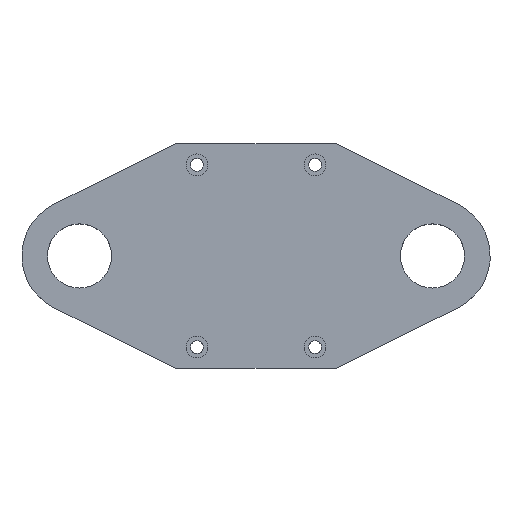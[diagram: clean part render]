
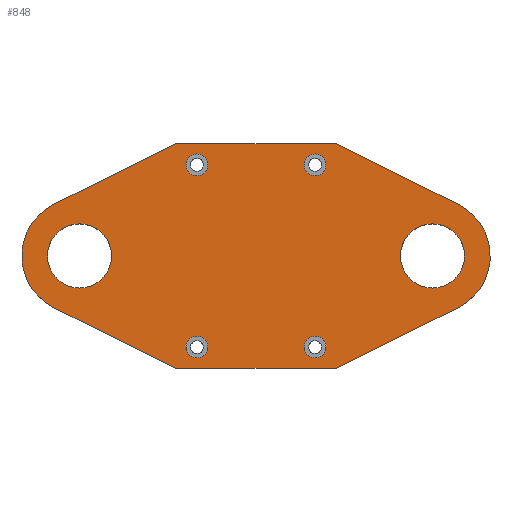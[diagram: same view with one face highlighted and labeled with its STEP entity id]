
A CAD part, top view. The second image highlights one B-rep face of the part: STEP entity #848.
In plain terms, the highlighted planar face has unit normal (0, 0, 1).
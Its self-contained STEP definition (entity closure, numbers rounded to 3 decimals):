
#27=FACE_BOUND('',#167,.T.);
#28=FACE_BOUND('',#168,.T.);
#29=FACE_BOUND('',#169,.T.);
#30=FACE_BOUND('',#170,.T.);
#31=FACE_BOUND('',#171,.T.);
#32=FACE_BOUND('',#172,.T.);
#62=PLANE('',#940);
#108=FACE_OUTER_BOUND('',#166,.T.);
#166=EDGE_LOOP('',(#773,#774,#775,#776,#777,#778,#779,#780));
#167=EDGE_LOOP('',(#781));
#168=EDGE_LOOP('',(#782));
#169=EDGE_LOOP('',(#783));
#170=EDGE_LOOP('',(#784));
#171=EDGE_LOOP('',(#785));
#172=EDGE_LOOP('',(#786));
#242=LINE('',#1389,#324);
#244=LINE('',#1393,#326);
#246=LINE('',#1397,#328);
#249=LINE('',#1405,#331);
#251=LINE('',#1409,#333);
#253=LINE('',#1413,#335);
#324=VECTOR('',#1148,10.);
#326=VECTOR('',#1152,10.);
#328=VECTOR('',#1156,10.);
#331=VECTOR('',#1165,10.);
#333=VECTOR('',#1169,10.);
#335=VECTOR('',#1173,10.);
#337=CIRCLE('',#864,1.7);
#346=CIRCLE('',#882,1.7);
#351=CIRCLE('',#893,1.7);
#356=CIRCLE('',#905,1.7);
#365=CIRCLE('',#927,5.);
#366=CIRCLE('',#929,5.);
#367=CIRCLE('',#934,9.);
#368=CIRCLE('',#939,9.);
#369=VERTEX_POINT('',#1183);
#395=VERTEX_POINT('',#1251);
#402=VERTEX_POINT('',#1276);
#410=VERTEX_POINT('',#1305);
#435=VERTEX_POINT('',#1378);
#436=VERTEX_POINT('',#1382);
#437=VERTEX_POINT('',#1386);
#438=VERTEX_POINT('',#1388);
#439=VERTEX_POINT('',#1392);
#440=VERTEX_POINT('',#1396);
#441=VERTEX_POINT('',#1400);
#442=VERTEX_POINT('',#1404);
#443=VERTEX_POINT('',#1408);
#444=VERTEX_POINT('',#1412);
#445=EDGE_CURVE('',#369,#369,#337,.T.);
#478=EDGE_CURVE('',#395,#395,#346,.T.);
#490=EDGE_CURVE('',#402,#402,#351,.T.);
#504=EDGE_CURVE('',#410,#410,#356,.T.);
#539=EDGE_CURVE('',#435,#435,#365,.T.);
#541=EDGE_CURVE('',#436,#436,#366,.T.);
#544=EDGE_CURVE('',#438,#437,#242,.T.);
#546=EDGE_CURVE('',#439,#438,#244,.T.);
#548=EDGE_CURVE('',#440,#439,#246,.T.);
#550=EDGE_CURVE('',#441,#440,#367,.T.);
#552=EDGE_CURVE('',#442,#441,#249,.T.);
#554=EDGE_CURVE('',#443,#442,#251,.T.);
#556=EDGE_CURVE('',#444,#443,#253,.T.);
#558=EDGE_CURVE('',#437,#444,#368,.T.);
#773=ORIENTED_EDGE('',*,*,#558,.T.);
#774=ORIENTED_EDGE('',*,*,#556,.T.);
#775=ORIENTED_EDGE('',*,*,#554,.T.);
#776=ORIENTED_EDGE('',*,*,#552,.T.);
#777=ORIENTED_EDGE('',*,*,#550,.T.);
#778=ORIENTED_EDGE('',*,*,#548,.T.);
#779=ORIENTED_EDGE('',*,*,#546,.T.);
#780=ORIENTED_EDGE('',*,*,#544,.T.);
#781=ORIENTED_EDGE('',*,*,#445,.T.);
#782=ORIENTED_EDGE('',*,*,#478,.T.);
#783=ORIENTED_EDGE('',*,*,#490,.T.);
#784=ORIENTED_EDGE('',*,*,#504,.T.);
#785=ORIENTED_EDGE('',*,*,#541,.T.);
#786=ORIENTED_EDGE('',*,*,#539,.T.);
#848=ADVANCED_FACE('',(#108,#27,#28,#29,#30,#31,#32),#62,.T.);
#864=AXIS2_PLACEMENT_3D('',#1184,#945,#946);
#882=AXIS2_PLACEMENT_3D('',#1252,#1005,#1006);
#893=AXIS2_PLACEMENT_3D('',#1277,#1034,#1035);
#905=AXIS2_PLACEMENT_3D('',#1306,#1067,#1068);
#927=AXIS2_PLACEMENT_3D('',#1379,#1137,#1138);
#929=AXIS2_PLACEMENT_3D('',#1383,#1142,#1143);
#934=AXIS2_PLACEMENT_3D('',#1401,#1160,#1161);
#939=AXIS2_PLACEMENT_3D('',#1416,#1177,#1178);
#940=AXIS2_PLACEMENT_3D('',#1417,#1179,#1180);
#945=DIRECTION('center_axis',(0.,0.,-1.));
#946=DIRECTION('ref_axis',(1.,0.,0.));
#1005=DIRECTION('center_axis',(0.,0.,-1.));
#1006=DIRECTION('ref_axis',(-1.,0.,0.));
#1034=DIRECTION('center_axis',(0.,0.,-1.));
#1035=DIRECTION('ref_axis',(1.,0.,0.));
#1067=DIRECTION('center_axis',(0.,0.,-1.));
#1068=DIRECTION('ref_axis',(-1.,0.,0.));
#1137=DIRECTION('center_axis',(0.,0.,-1.));
#1138=DIRECTION('ref_axis',(-1.,0.,0.));
#1142=DIRECTION('center_axis',(0.,0.,-1.));
#1143=DIRECTION('ref_axis',(-1.,0.,0.));
#1148=DIRECTION('',(-0.896,-0.445,0.));
#1152=DIRECTION('',(-1.,0.,0.));
#1156=DIRECTION('',(-0.896,0.445,0.));
#1160=DIRECTION('center_axis',(0.,0.,1.));
#1161=DIRECTION('ref_axis',(-1.,0.,0.));
#1165=DIRECTION('',(0.896,0.445,0.));
#1169=DIRECTION('',(1.,0.,0.));
#1173=DIRECTION('',(0.896,-0.445,0.));
#1177=DIRECTION('center_axis',(0.,0.,1.));
#1178=DIRECTION('ref_axis',(-1.,0.,0.));
#1179=DIRECTION('center_axis',(0.,0.,1.));
#1180=DIRECTION('ref_axis',(-1.,0.,0.));
#1183=CARTESIAN_POINT('',(20.,31.7,20.));
#1184=CARTESIAN_POINT('Origin',(21.7,31.7,20.));
#1251=CARTESIAN_POINT('',(5.,31.7,20.));
#1252=CARTESIAN_POINT('Origin',(3.3,31.7,20.));
#1276=CARTESIAN_POINT('',(20.,3.3,20.));
#1277=CARTESIAN_POINT('Origin',(21.7,3.3,20.));
#1305=CARTESIAN_POINT('',(5.,3.3,20.));
#1306=CARTESIAN_POINT('Origin',(3.3,3.3,20.));
#1378=CARTESIAN_POINT('',(-10.,17.5,20.));
#1379=CARTESIAN_POINT('Origin',(-15.,17.5,20.));
#1382=CARTESIAN_POINT('',(45.,17.5,20.));
#1383=CARTESIAN_POINT('Origin',(40.,17.5,20.));
#1386=CARTESIAN_POINT('',(-19.004,25.56,20.));
#1388=CARTESIAN_POINT('',(0.,35.,20.));
#1389=CARTESIAN_POINT('',(-19.004,25.56,20.));
#1392=CARTESIAN_POINT('',(25.,35.,20.));
#1393=CARTESIAN_POINT('',(0.,35.,20.));
#1396=CARTESIAN_POINT('',(44.004,25.56,20.));
#1397=CARTESIAN_POINT('',(44.004,25.56,20.));
#1400=CARTESIAN_POINT('',(44.004,9.44,20.));
#1401=CARTESIAN_POINT('Origin',(40.,17.5,20.));
#1404=CARTESIAN_POINT('',(25.,0.,20.));
#1405=CARTESIAN_POINT('',(44.004,9.44,20.));
#1408=CARTESIAN_POINT('',(0.,0.,20.));
#1409=CARTESIAN_POINT('',(25.,0.,20.));
#1412=CARTESIAN_POINT('',(-19.004,9.44,20.));
#1413=CARTESIAN_POINT('',(-19.004,9.44,20.));
#1416=CARTESIAN_POINT('Origin',(-15.,17.5,20.));
#1417=CARTESIAN_POINT('Origin',(12.5,17.5,20.));
